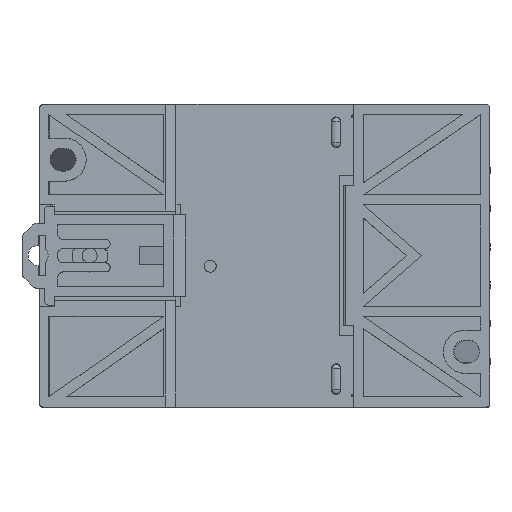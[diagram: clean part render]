
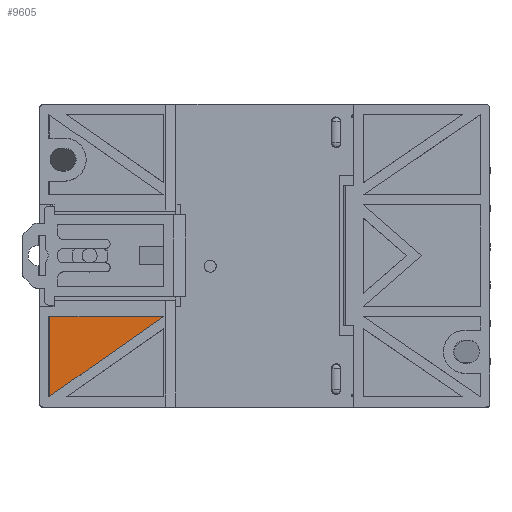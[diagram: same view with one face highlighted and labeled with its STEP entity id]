
A CAD part, top view. The second image highlights one B-rep face of the part: STEP entity #9605.
In plain terms, the highlighted free-form (B-spline) face has degree [1, 1] with [2, 2] control points.
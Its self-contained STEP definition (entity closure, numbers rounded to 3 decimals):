
#9605=ADVANCED_FACE('',(#19808),#388730,.T.);
#19808=FACE_OUTER_BOUND('',#30431,.T.);
#30431=EDGE_LOOP('',(#84646,#84647,#84648,#84649));
#84646=ORIENTED_EDGE('',*,*,#270389,.F.);
#84647=ORIENTED_EDGE('',*,*,#270392,.T.);
#84648=ORIENTED_EDGE('',*,*,#270393,.T.);
#84649=ORIENTED_EDGE('',*,*,#270394,.T.);
#146690=PCURVE('',#388729,#206384);
#146693=PCURVE('',#388730,#206387);
#146694=PCURVE('',#388730,#206388);
#146695=PCURVE('',#388730,#206389);
#146696=PCURVE('',#388730,#206390);
#146697=PCURVE('',#388731,#206391);
#147929=PCURVE('',#388886,#207623);
#149092=PCURVE('',#389079,#208786);
#206384=DEFINITIONAL_REPRESENTATION('',(#351425),#651565);
#206387=DEFINITIONAL_REPRESENTATION('',(#351430),#651565);
#206388=DEFINITIONAL_REPRESENTATION('',(#351432),#651565);
#206389=DEFINITIONAL_REPRESENTATION('',(#351434),#651565);
#206390=DEFINITIONAL_REPRESENTATION('',(#351436),#651565);
#206391=DEFINITIONAL_REPRESENTATION('',(#351437),#651565);
#207623=DEFINITIONAL_REPRESENTATION('',(#353174),#651565);
#208786=DEFINITIONAL_REPRESENTATION('',(#354788),#651565);
#240541=SURFACE_CURVE('',#351424,(#146690,#146693),.PCURVE_S1.);
#240544=SURFACE_CURVE('',#351431,(#146694,#147929),.PCURVE_S1.);
#240545=SURFACE_CURVE('',#351433,(#146695,#146697),.PCURVE_S1.);
#240546=SURFACE_CURVE('',#351435,(#146696,#149092),.PCURVE_S1.);
#270389=EDGE_CURVE('',#378230,#378231,#240541,.T.);
#270392=EDGE_CURVE('',#378230,#378234,#240544,.T.);
#270393=EDGE_CURVE('',#378234,#378233,#240545,.T.);
#270394=EDGE_CURVE('',#378233,#378231,#240546,.T.);
#351424=B_SPLINE_CURVE_WITH_KNOTS('',1,(#630180,#630181),.UNSPECIFIED.,
 .F.,.F.,(2,2),(0.,0.037),.UNSPECIFIED.);
#351425=B_SPLINE_CURVE_WITH_KNOTS('',1,(#630182,#630183),.UNSPECIFIED.,
 .F.,.F.,(2,2),(0.,0.037),.UNSPECIFIED.);
#351430=B_SPLINE_CURVE_WITH_KNOTS('',1,(#630192,#630193),.UNSPECIFIED.,
 .F.,.F.,(2,2),(0.,0.037),.UNSPECIFIED.);
#351431=B_SPLINE_CURVE_WITH_KNOTS('',1,(#630194,#630195),.UNSPECIFIED.,
 .F.,.F.,(2,2),(0.,22.85),.UNSPECIFIED.);
#351432=B_SPLINE_CURVE_WITH_KNOTS('',1,(#630196,#630197),.UNSPECIFIED.,
 .F.,.F.,(2,2),(0.,22.85),.UNSPECIFIED.);
#351433=B_SPLINE_CURVE_WITH_KNOTS('',1,(#630198,#630199),.UNSPECIFIED.,
 .F.,.F.,(2,2),(0.,16.033),.UNSPECIFIED.);
#351434=B_SPLINE_CURVE_WITH_KNOTS('',1,(#630200,#630201),.UNSPECIFIED.,
 .F.,.F.,(2,2),(0.,16.033),.UNSPECIFIED.);
#351435=B_SPLINE_CURVE_WITH_KNOTS('',1,(#630202,#630203),.UNSPECIFIED.,
 .F.,.F.,(2,2),(-27.893,0.),.UNSPECIFIED.);
#351436=B_SPLINE_CURVE_WITH_KNOTS('',1,(#630204,#630205),.UNSPECIFIED.,
 .F.,.F.,(2,2),(-27.893,0.),.UNSPECIFIED.);
#351437=B_SPLINE_CURVE_WITH_KNOTS('',1,(#630206,#630207),.UNSPECIFIED.,
 .F.,.F.,(2,2),(0.,16.033),.UNSPECIFIED.);
#353174=B_SPLINE_CURVE_WITH_KNOTS('',1,(#635891,#635892),.UNSPECIFIED.,
 .F.,.F.,(2,2),(0.,22.85),.UNSPECIFIED.);
#354788=B_SPLINE_CURVE_WITH_KNOTS('',1,(#639364,#639365),.UNSPECIFIED.,
 .F.,.F.,(2,2),(-27.893,0.),.UNSPECIFIED.);
#378230=VERTEX_POINT('',#463230);
#378231=VERTEX_POINT('',#463231);
#378233=VERTEX_POINT('',#463233);
#378234=VERTEX_POINT('',#463234);
#388729=B_SPLINE_SURFACE_WITH_KNOTS('',1,1,((#437463,#437464),(#437465,
#437466)),.UNSPECIFIED.,.F.,.F.,.F.,(2,2),(2,2),(24.846,26.11),
(-0.92,3.921),.UNSPECIFIED.);
#388730=B_SPLINE_SURFACE_WITH_KNOTS('',1,1,((#437467,#437468),(#437469,
#437470)),.UNSPECIFIED.,.F.,.F.,.F.,(2,2),(2,2),(-73.62,-53.161),
(-28.145,0.495),.UNSPECIFIED.);
#388731=B_SPLINE_SURFACE_WITH_KNOTS('',1,1,((#437471,#437472),(#437473,
#437474)),.UNSPECIFIED.,.F.,.F.,.F.,(2,2),(2,2),(-0.92,3.921),
(34.01,54.513),.UNSPECIFIED.);
#388886=B_SPLINE_SURFACE_WITH_KNOTS('',1,1,((#439556,#439557),(#439558,
#439559)),.UNSPECIFIED.,.F.,.F.,.F.,(2,2),(2,2),(-15.157,13.607),
(1.09,5.91),.UNSPECIFIED.);
#389079=B_SPLINE_SURFACE_WITH_KNOTS('',1,1,((#440940,#440941),(#440942,
#440943)),.UNSPECIFIED.,.F.,.F.,.F.,(2,2),(2,2),(27.09,31.91),(-3.651,
31.672),.UNSPECIFIED.);
#437463=CARTESIAN_POINT('',(99.734,323.944,-3.92));
#437464=CARTESIAN_POINT('',(99.818,323.944,0.92));
#437465=CARTESIAN_POINT('',(99.734,322.681,-3.92));
#437466=CARTESIAN_POINT('',(99.818,322.681,0.92));
#437467=CARTESIAN_POINT('',(74.005,325.544,-3.));
#437468=CARTESIAN_POINT('',(102.645,325.544,-3.));
#437469=CARTESIAN_POINT('',(74.005,305.085,-3.));
#437470=CARTESIAN_POINT('',(102.645,305.085,-3.));
#437471=CARTESIAN_POINT('',(76.916,325.548,-3.92));
#437472=CARTESIAN_POINT('',(76.916,305.044,-3.92));
#437473=CARTESIAN_POINT('',(76.832,325.548,0.92));
#437474=CARTESIAN_POINT('',(76.832,305.044,0.92));
#439556=CARTESIAN_POINT('',(73.943,323.331,-3.91));
#439557=CARTESIAN_POINT('',(73.943,323.331,0.91));
#439558=CARTESIAN_POINT('',(102.707,323.331,-3.91));
#439559=CARTESIAN_POINT('',(102.707,323.331,0.91));
#440940=CARTESIAN_POINT('',(73.857,305.167,-3.91));
#440941=CARTESIAN_POINT('',(102.793,325.425,-3.91));
#440942=CARTESIAN_POINT('',(73.857,305.167,0.91));
#440943=CARTESIAN_POINT('',(102.793,325.425,0.91));
#463230=CARTESIAN_POINT('',(99.75,323.331,-3.));
#463231=CARTESIAN_POINT('',(99.75,323.294,-3.));
#463233=CARTESIAN_POINT('',(76.9,307.298,-3.));
#463234=CARTESIAN_POINT('',(76.9,323.331,-3.));
#630180=CARTESIAN_POINT('',(99.75,323.331,-3.));
#630181=CARTESIAN_POINT('',(99.75,323.294,-3.));
#630182=CARTESIAN_POINT('',(25.46,0.));
#630183=CARTESIAN_POINT('',(25.496,0.));
#630192=CARTESIAN_POINT('',(-71.408,-2.4));
#630193=CARTESIAN_POINT('',(-71.371,-2.4));
#630194=CARTESIAN_POINT('',(99.75,323.331,-3.));
#630195=CARTESIAN_POINT('',(76.9,323.331,-3.));
#630196=CARTESIAN_POINT('',(-71.408,-2.4));
#630197=CARTESIAN_POINT('',(-71.408,-25.25));
#630198=CARTESIAN_POINT('',(76.9,323.331,-3.));
#630199=CARTESIAN_POINT('',(76.9,307.298,-3.));
#630200=CARTESIAN_POINT('',(-71.408,-25.25));
#630201=CARTESIAN_POINT('',(-55.374,-25.25));
#630202=CARTESIAN_POINT('',(76.9,307.298,-3.));
#630203=CARTESIAN_POINT('',(99.75,323.294,-3.));
#630204=CARTESIAN_POINT('',(-55.374,-25.25));
#630205=CARTESIAN_POINT('',(-71.371,-2.4));
#630206=CARTESIAN_POINT('',(0.,36.226));
#630207=CARTESIAN_POINT('',(0.,52.259));
#635891=CARTESIAN_POINT('',(10.65,2.));
#635892=CARTESIAN_POINT('',(-12.2,2.));
#639364=CARTESIAN_POINT('',(28.,0.064));
#639365=CARTESIAN_POINT('',(28.,27.957));
#651565=(
GEOMETRIC_REPRESENTATION_CONTEXT(2)
PARAMETRIC_REPRESENTATION_CONTEXT()
REPRESENTATION_CONTEXT('pspace','')
);
